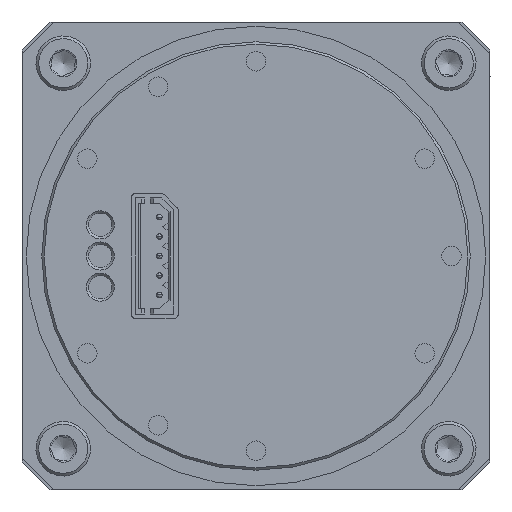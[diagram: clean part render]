
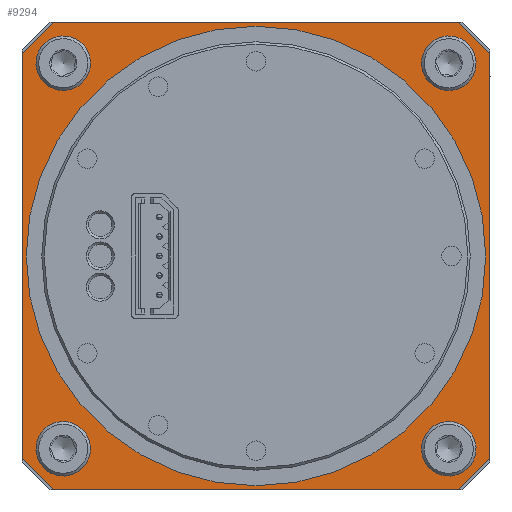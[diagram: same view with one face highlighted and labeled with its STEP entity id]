
A CAD part, left-side view. The second image highlights one B-rep face of the part: STEP entity #9294.
In plain terms, the highlighted planar face has unit normal (-1, 0, 0).
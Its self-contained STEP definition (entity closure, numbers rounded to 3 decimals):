
#126 = DIRECTION ( 'NONE',  ( 0., 0.123, -0.992 ) ) ;
#338 = DIRECTION ( 'NONE',  ( 0., 0.707, -0.707 ) ) ;
#531 = DIRECTION ( 'NONE',  ( 1., 0., 0. ) ) ;
#605 = VERTEX_POINT ( 'NONE', #34302 ) ;
#676 = CARTESIAN_POINT ( 'NONE',  ( 28., -24.317, -28.222 ) ) ;
#1154 = CARTESIAN_POINT ( 'NONE',  ( 28., 30., -30. ) ) ;
#1186 = EDGE_CURVE ( 'NONE', #8849, #8849, #19878, .T. ) ;
#1235 = VECTOR ( 'NONE', #24821, 1000. ) ;
#1272 = CARTESIAN_POINT ( 'NONE',  ( 28., -30., 26. ) ) ;
#3054 = FACE_BOUND ( 'NONE', #26888, .T. ) ;
#3212 = EDGE_CURVE ( 'NONE', #10691, #8640, #33796, .T. ) ;
#3615 = VERTEX_POINT ( 'NONE', #35258 ) ;
#4110 = CARTESIAN_POINT ( 'NONE',  ( 28., -30., -26. ) ) ;
#4148 = EDGE_CURVE ( 'NONE', #20481, #18507, #23796, .T. ) ;
#4225 = DIRECTION ( 'NONE',  ( 0., 0., -1. ) ) ;
#4565 = CARTESIAN_POINT ( 'NONE',  ( 28., 30., 30. ) ) ;
#5986 = ORIENTED_EDGE ( 'NONE', *, *, #4148, .F. ) ;
#6129 = EDGE_LOOP ( 'NONE', ( #13543, #16942, #5986, #8604, #28332, #12860, #28441, #27883 ) ) ;
#6526 = VECTOR ( 'NONE', #17207, 1000. ) ;
#8107 = VERTEX_POINT ( 'NONE', #33743 ) ;
#8232 = VECTOR ( 'NONE', #35772, 1000. ) ;
#8604 = ORIENTED_EDGE ( 'NONE', *, *, #33194, .T. ) ;
#8640 = VERTEX_POINT ( 'NONE', #34479 ) ;
#8849 = VERTEX_POINT ( 'NONE', #676 ) ;
#9131 = DIRECTION ( 'NONE',  ( 0., 1., 0. ) ) ;
#9294 = ADVANCED_FACE ( 'NONE', ( #30703, #13404, #17314, #14253, #3054, #28996 ), #12792, .F. ) ;
#9851 = DIRECTION ( 'NONE',  ( 0., 0.992, 0.123 ) ) ;
#10670 = CIRCLE ( 'NONE', #34925, 3.5 ) ;
#10691 = VERTEX_POINT ( 'NONE', #33985 ) ;
#10791 = EDGE_LOOP ( 'NONE', ( #17038 ) ) ;
#10804 = AXIS2_PLACEMENT_3D ( 'NONE', #19116, #531, #19468 ) ;
#10960 = CARTESIAN_POINT ( 'NONE',  ( 28., -30., 30. ) ) ;
#11139 = CARTESIAN_POINT ( 'NONE',  ( 28., 30., 30. ) ) ;
#11174 = LINE ( 'NONE', #11139, #1235 ) ;
#12792 = PLANE ( 'NONE',  #20202 ) ;
#12860 = ORIENTED_EDGE ( 'NONE', *, *, #23844, .T. ) ;
#13352 = VECTOR ( 'NONE', #338, 1000. ) ;
#13404 = FACE_BOUND ( 'NONE', #10791, .T. ) ;
#13481 = EDGE_CURVE ( 'NONE', #605, #605, #10670, .T. ) ;
#13543 = ORIENTED_EDGE ( 'NONE', *, *, #20896, .F. ) ;
#13838 = DIRECTION ( 'NONE',  ( 0., -1., 0. ) ) ;
#14153 = AXIS2_PLACEMENT_3D ( 'NONE', #18193, #26421, #9851 ) ;
#14253 = FACE_BOUND ( 'NONE', #19842, .T. ) ;
#14797 = LINE ( 'NONE', #1154, #21728 ) ;
#14801 = VECTOR ( 'NONE', #13838, 1000. ) ;
#14828 = VERTEX_POINT ( 'NONE', #21451 ) ;
#14864 = CARTESIAN_POINT ( 'NONE',  ( 28., 24.749, 24.749 ) ) ;
#15108 = VERTEX_POINT ( 'NONE', #31683 ) ;
#15217 = VECTOR ( 'NONE', #19529, 1000. ) ;
#15415 = EDGE_CURVE ( 'NONE', #15108, #18507, #16968, .T. ) ;
#15623 = CARTESIAN_POINT ( 'NONE',  ( 28., 28.222, -24.317 ) ) ;
#15872 = EDGE_CURVE ( 'NONE', #29171, #8107, #31563, .T. ) ;
#16080 = CARTESIAN_POINT ( 'NONE',  ( 28., 26., -30. ) ) ;
#16572 = VERTEX_POINT ( 'NONE', #15623 ) ;
#16608 = DIRECTION ( 'NONE',  ( -1., 0., 0. ) ) ;
#16942 = ORIENTED_EDGE ( 'NONE', *, *, #15415, .T. ) ;
#16968 = LINE ( 'NONE', #19392, #15217 ) ;
#17003 = EDGE_CURVE ( 'NONE', #29171, #22873, #11174, .T. ) ;
#17038 = ORIENTED_EDGE ( 'NONE', *, *, #1186, .F. ) ;
#17207 = DIRECTION ( 'NONE',  ( 0., 0.707, 0.707 ) ) ;
#17314 = FACE_OUTER_BOUND ( 'NONE', #6129, .T. ) ;
#17775 = CARTESIAN_POINT ( 'NONE',  ( 28., 30., 26. ) ) ;
#18193 = CARTESIAN_POINT ( 'NONE',  ( 28., 24.749, -24.749 ) ) ;
#18507 = VERTEX_POINT ( 'NONE', #4110 ) ;
#18908 = CIRCLE ( 'NONE', #10804, 29.5 ) ;
#19116 = CARTESIAN_POINT ( 'NONE',  ( 28., 0., 0. ) ) ;
#19286 = DIRECTION ( 'NONE',  ( -1., 0., 0. ) ) ;
#19392 = CARTESIAN_POINT ( 'NONE',  ( 28., -30., -26. ) ) ;
#19468 = DIRECTION ( 'NONE',  ( 0., 0., -1. ) ) ;
#19529 = DIRECTION ( 'NONE',  ( 0., -0.707, 0.707 ) ) ;
#19588 = ORIENTED_EDGE ( 'NONE', *, *, #13481, .F. ) ;
#19842 = EDGE_LOOP ( 'NONE', ( #34942 ) ) ;
#19878 = CIRCLE ( 'NONE', #21628, 3.5 ) ;
#20202 = AXIS2_PLACEMENT_3D ( 'NONE', #21039, #26241, #4225 ) ;
#20481 = VERTEX_POINT ( 'NONE', #1272 ) ;
#20485 = AXIS2_PLACEMENT_3D ( 'NONE', #14864, #20560, #29031 ) ;
#20560 = DIRECTION ( 'NONE',  ( -1., 0., 0. ) ) ;
#20728 = LINE ( 'NONE', #24876, #13352 ) ;
#20896 = EDGE_CURVE ( 'NONE', #15108, #8107, #14797, .T. ) ;
#21039 = CARTESIAN_POINT ( 'NONE',  ( 28., 0., 0. ) ) ;
#21451 = CARTESIAN_POINT ( 'NONE',  ( 28., 0., -29.5 ) ) ;
#21628 = AXIS2_PLACEMENT_3D ( 'NONE', #33154, #19286, #126 ) ;
#21722 = EDGE_LOOP ( 'NONE', ( #19588 ) ) ;
#21728 = VECTOR ( 'NONE', #9131, 1000. ) ;
#21770 = DIRECTION ( 'NONE',  ( 0., -0.707, -0.707 ) ) ;
#22030 = CARTESIAN_POINT ( 'NONE',  ( 28., 30., -26. ) ) ;
#22436 = DIRECTION ( 'NONE',  ( 0., -0.992, -0.123 ) ) ;
#22873 = VERTEX_POINT ( 'NONE', #17775 ) ;
#23255 = ORIENTED_EDGE ( 'NONE', *, *, #32689, .F. ) ;
#23796 = LINE ( 'NONE', #10960, #8232 ) ;
#23844 = EDGE_CURVE ( 'NONE', #10691, #22873, #20728, .T. ) ;
#24275 = LINE ( 'NONE', #30965, #6526 ) ;
#24331 = EDGE_CURVE ( 'NONE', #14828, #14828, #18908, .T. ) ;
#24701 = VECTOR ( 'NONE', #21770, 1000. ) ;
#24778 = EDGE_LOOP ( 'NONE', ( #23255 ) ) ;
#24821 = DIRECTION ( 'NONE',  ( 0., 0., 1. ) ) ;
#24876 = CARTESIAN_POINT ( 'NONE',  ( 28., 30., 26. ) ) ;
#25673 = CIRCLE ( 'NONE', #20485, 3.5 ) ;
#26241 = DIRECTION ( 'NONE',  ( 1., 0., 0. ) ) ;
#26421 = DIRECTION ( 'NONE',  ( -1., 0., 0. ) ) ;
#26888 = EDGE_LOOP ( 'NONE', ( #31439 ) ) ;
#27390 = EDGE_CURVE ( 'NONE', #16572, #16572, #35463, .T. ) ;
#27883 = ORIENTED_EDGE ( 'NONE', *, *, #15872, .T. ) ;
#28332 = ORIENTED_EDGE ( 'NONE', *, *, #3212, .F. ) ;
#28441 = ORIENTED_EDGE ( 'NONE', *, *, #17003, .F. ) ;
#28996 = FACE_BOUND ( 'NONE', #21722, .T. ) ;
#29031 = DIRECTION ( 'NONE',  ( 0., -0.123, 0.992 ) ) ;
#29171 = VERTEX_POINT ( 'NONE', #22030 ) ;
#30392 = CARTESIAN_POINT ( 'NONE',  ( 28., -24.749, 24.749 ) ) ;
#30703 = FACE_BOUND ( 'NONE', #24778, .T. ) ;
#30965 = CARTESIAN_POINT ( 'NONE',  ( 28., -26., 30. ) ) ;
#31439 = ORIENTED_EDGE ( 'NONE', *, *, #27390, .F. ) ;
#31563 = LINE ( 'NONE', #16080, #24701 ) ;
#31683 = CARTESIAN_POINT ( 'NONE',  ( 28., -26., -30. ) ) ;
#32689 = EDGE_CURVE ( 'NONE', #3615, #3615, #25673, .T. ) ;
#33154 = CARTESIAN_POINT ( 'NONE',  ( 28., -24.749, -24.749 ) ) ;
#33194 = EDGE_CURVE ( 'NONE', #20481, #8640, #24275, .T. ) ;
#33743 = CARTESIAN_POINT ( 'NONE',  ( 28., 26., -30. ) ) ;
#33796 = LINE ( 'NONE', #4565, #14801 ) ;
#33985 = CARTESIAN_POINT ( 'NONE',  ( 28., 26., 30. ) ) ;
#34302 = CARTESIAN_POINT ( 'NONE',  ( 28., -28.222, 24.317 ) ) ;
#34479 = CARTESIAN_POINT ( 'NONE',  ( 28., -26., 30. ) ) ;
#34925 = AXIS2_PLACEMENT_3D ( 'NONE', #30392, #16608, #22436 ) ;
#34942 = ORIENTED_EDGE ( 'NONE', *, *, #24331, .T. ) ;
#35258 = CARTESIAN_POINT ( 'NONE',  ( 28., 24.317, 28.222 ) ) ;
#35463 = CIRCLE ( 'NONE', #14153, 3.5 ) ;
#35772 = DIRECTION ( 'NONE',  ( 0., 0., -1. ) ) ;
